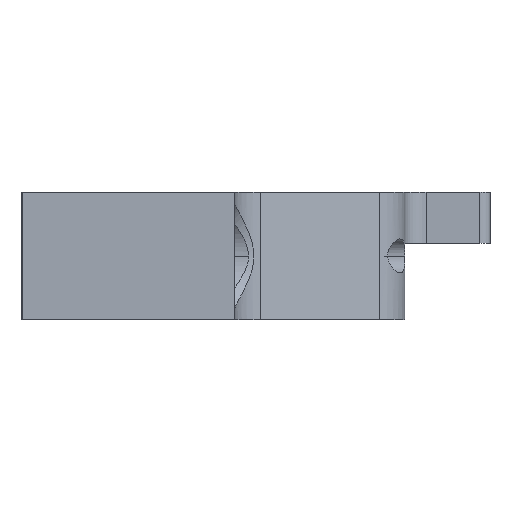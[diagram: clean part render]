
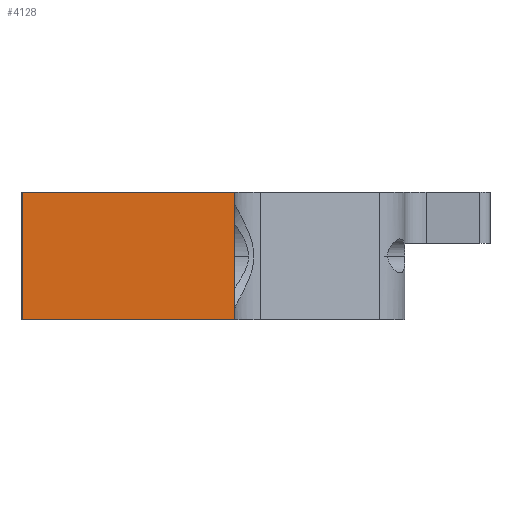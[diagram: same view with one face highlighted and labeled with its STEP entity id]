
A CAD part, front view. The second image highlights one B-rep face of the part: STEP entity #4128.
In plain terms, the highlighted planar face has unit normal (0, -1, 0).
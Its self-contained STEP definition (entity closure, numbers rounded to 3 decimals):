
#36 = VECTOR ( 'NONE', #1597, 1000. ) ;
#120 = PLANE ( 'NONE',  #3829 ) ;
#691 = VERTEX_POINT ( 'NONE', #1896 ) ;
#1057 = DIRECTION ( 'NONE',  ( 1., 0., 0. ) ) ;
#1095 = VECTOR ( 'NONE', #1201, 1000. ) ;
#1113 = CARTESIAN_POINT ( 'NONE',  ( 5., -65., 30. ) ) ;
#1129 = CARTESIAN_POINT ( 'NONE',  ( -45., -65., 30. ) ) ;
#1201 = DIRECTION ( 'NONE',  ( 1., 0., 0. ) ) ;
#1237 = EDGE_CURVE ( 'NONE', #3674, #3067, #2896, .T. ) ;
#1258 = ORIENTED_EDGE ( 'NONE', *, *, #1818, .T. ) ;
#1263 = VERTEX_POINT ( 'NONE', #1412 ) ;
#1391 = CARTESIAN_POINT ( 'NONE',  ( -45., -65., 30. ) ) ;
#1412 = CARTESIAN_POINT ( 'NONE',  ( -45., -65., 0. ) ) ;
#1515 = FACE_OUTER_BOUND ( 'NONE', #4384, .T. ) ;
#1597 = DIRECTION ( 'NONE',  ( 0., 0., -1. ) ) ;
#1818 = EDGE_CURVE ( 'NONE', #3674, #1263, #2669, .T. ) ;
#1872 = DIRECTION ( 'NONE',  ( 0., 0., 1. ) ) ;
#1896 = CARTESIAN_POINT ( 'NONE',  ( 5., -65., 0. ) ) ;
#2056 = LINE ( 'NONE', #3274, #1095 ) ;
#2076 = LINE ( 'NONE', #1113, #3821 ) ;
#2089 = EDGE_CURVE ( 'NONE', #3067, #691, #2076, .T. ) ;
#2220 = CARTESIAN_POINT ( 'NONE',  ( -45., -65., 30. ) ) ;
#2305 = ORIENTED_EDGE ( 'NONE', *, *, #4154, .T. ) ;
#2669 = LINE ( 'NONE', #4440, #36 ) ;
#2805 = ORIENTED_EDGE ( 'NONE', *, *, #2089, .F. ) ;
#2806 = DIRECTION ( 'NONE',  ( 0., 0., -1. ) ) ;
#2896 = LINE ( 'NONE', #1391, #3704 ) ;
#3067 = VERTEX_POINT ( 'NONE', #3645 ) ;
#3274 = CARTESIAN_POINT ( 'NONE',  ( -45., -65., 0. ) ) ;
#3425 = ORIENTED_EDGE ( 'NONE', *, *, #1237, .F. ) ;
#3591 = DIRECTION ( 'NONE',  ( 0., 1., 0. ) ) ;
#3645 = CARTESIAN_POINT ( 'NONE',  ( 5., -65., 30. ) ) ;
#3674 = VERTEX_POINT ( 'NONE', #1129 ) ;
#3704 = VECTOR ( 'NONE', #1057, 1000. ) ;
#3821 = VECTOR ( 'NONE', #2806, 1000. ) ;
#3829 = AXIS2_PLACEMENT_3D ( 'NONE', #2220, #3591, #1872 ) ;
#4128 = ADVANCED_FACE ( 'NONE', ( #1515 ), #120, .F. ) ;
#4154 = EDGE_CURVE ( 'NONE', #1263, #691, #2056, .T. ) ;
#4384 = EDGE_LOOP ( 'NONE', ( #2305, #2805, #3425, #1258 ) ) ;
#4440 = CARTESIAN_POINT ( 'NONE',  ( -45., -65., 30. ) ) ;
